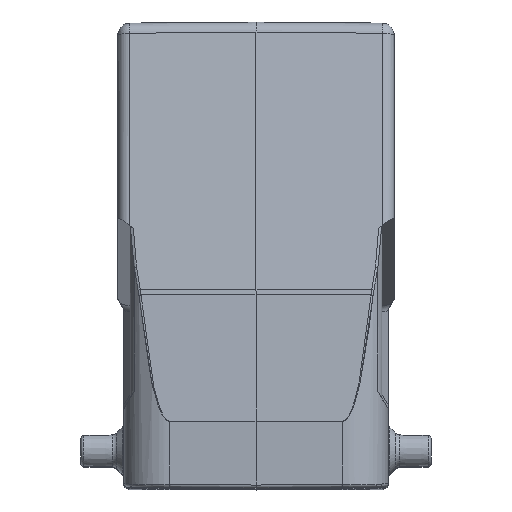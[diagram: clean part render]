
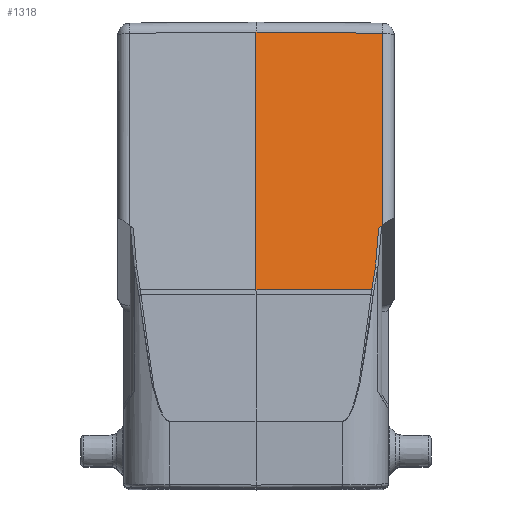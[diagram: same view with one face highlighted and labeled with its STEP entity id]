
A CAD part, top view. The second image highlights one B-rep face of the part: STEP entity #1318.
In plain terms, the highlighted planar face has unit normal (0.009, 0.174, 0.985).
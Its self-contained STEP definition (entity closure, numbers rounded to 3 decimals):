
#785=PLANE('',#10230);
#1318=ADVANCED_FACE('',(#2044),#785,.T.);
#2044=FACE_OUTER_BOUND('',#2625,.T.);
#2625=EDGE_LOOP('',(#5418,#5419,#5420,#5421,#5422,#5423,#5424));
#3048=B_SPLINE_CURVE_WITH_KNOTS('',3,(#18101,#18102,#18103,#18104,#18105,
#18106,#18107,#18108,#18109,#18110),.UNSPECIFIED.,.F.,.F.,(4,1,1,2,2,4),
(0.,0.25,0.375,0.438,0.5,
1.),.UNSPECIFIED.);
#3091=B_SPLINE_CURVE_WITH_KNOTS('',3,(#18977,#18978,#18979,#18980,#18981,
#18982),.UNSPECIFIED.,.F.,.F.,(4,1,1,4),(0.,0.333,0.667,
1.),.UNSPECIFIED.);
#5418=ORIENTED_EDGE('',*,*,#7765,.T.);
#5419=ORIENTED_EDGE('',*,*,#7760,.T.);
#5420=ORIENTED_EDGE('',*,*,#7758,.F.);
#5421=ORIENTED_EDGE('',*,*,#7933,.T.);
#5422=ORIENTED_EDGE('',*,*,#7934,.T.);
#5423=ORIENTED_EDGE('',*,*,#7935,.F.);
#5424=ORIENTED_EDGE('',*,*,#7936,.T.);
#6536=VERTEX_POINT('',#18064);
#6537=VERTEX_POINT('',#18068);
#6538=VERTEX_POINT('',#18079);
#6540=VERTEX_POINT('',#18095);
#6624=VERTEX_POINT('',#18909);
#6628=VERTEX_POINT('',#18974);
#6629=VERTEX_POINT('',#18976);
#7758=EDGE_CURVE('',#6536,#6537,#8632,.T.);
#7760=EDGE_CURVE('',#6538,#6537,#8633,.T.);
#7765=EDGE_CURVE('',#6540,#6538,#3048,.T.);
#7933=EDGE_CURVE('',#6536,#6624,#8679,.T.);
#7934=EDGE_CURVE('',#6624,#6628,#8680,.T.);
#7935=EDGE_CURVE('',#6629,#6628,#8681,.T.);
#7936=EDGE_CURVE('',#6629,#6540,#3091,.T.);
#8632=LINE('',#18067,#9301);
#8633=LINE('',#18078,#9302);
#8679=LINE('',#18971,#9348);
#8680=LINE('',#18973,#9349);
#8681=LINE('',#18975,#9350);
#9301=VECTOR('',#11904,1.);
#9302=VECTOR('',#11907,1.);
#9348=VECTOR('',#12277,1.);
#9349=VECTOR('',#12280,1.);
#9350=VECTOR('',#12281,1.);
#10230=AXIS2_PLACEMENT_3D('',#18983,#12282,#12283);
#11904=DIRECTION('',(0.,-0.985,0.174));
#11907=DIRECTION('',(0.762,0.637,-0.119));
#12277=DIRECTION('',(-1.,0.009,0.007));
#12280=DIRECTION('',(0.,-0.985,0.174));
#12281=DIRECTION('',(-1.,0.001,0.009));
#12282=DIRECTION('',(0.009,0.174,0.985));
#12283=DIRECTION('',(0.,-0.985,0.174));
#18064=CARTESIAN_POINT('',(20.517,19.584,50.546));
#18067=CARTESIAN_POINT('',(20.517,19.584,50.546));
#18068=CARTESIAN_POINT('',(20.517,-11.704,56.062));
#18078=CARTESIAN_POINT('',(19.963,-12.168,56.149));
#18079=CARTESIAN_POINT('',(19.963,-12.168,56.149));
#18095=CARTESIAN_POINT('',(19.449,-18.497,57.27));
#18101=CARTESIAN_POINT('',(19.449,-18.497,57.27));
#18102=CARTESIAN_POINT('',(19.522,-17.989,57.179));
#18103=CARTESIAN_POINT('',(19.621,-17.19,57.038));
#18104=CARTESIAN_POINT('',(19.719,-16.193,56.861));
#18105=CARTESIAN_POINT('',(19.757,-15.752,56.783));
#18106=CARTESIAN_POINT('',(19.782,-15.455,56.73));
#18107=CARTESIAN_POINT('',(19.796,-15.272,56.698));
#18108=CARTESIAN_POINT('',(19.877,-14.198,56.508));
#18109=CARTESIAN_POINT('',(19.93,-13.202,56.332));
#18110=CARTESIAN_POINT('',(19.963,-12.168,56.149));
#18909=CARTESIAN_POINT('',(0.,19.763,50.696));
#18971=CARTESIAN_POINT('',(20.517,19.584,50.546));
#18973=CARTESIAN_POINT('',(0.,19.763,50.696));
#18974=CARTESIAN_POINT('',(0.,-22.155,58.087));
#18975=CARTESIAN_POINT('',(18.848,-22.176,57.924));
#18976=CARTESIAN_POINT('',(18.848,-22.176,57.924));
#18977=CARTESIAN_POINT('',(18.848,-22.176,57.924));
#18978=CARTESIAN_POINT('',(18.933,-21.719,57.842));
#18979=CARTESIAN_POINT('',(19.088,-20.836,57.685));
#18980=CARTESIAN_POINT('',(19.286,-19.609,57.467));
#18981=CARTESIAN_POINT('',(19.397,-18.857,57.334));
#18982=CARTESIAN_POINT('',(19.449,-18.497,57.27));
#18983=CARTESIAN_POINT('',(0.,21.415,50.404));
